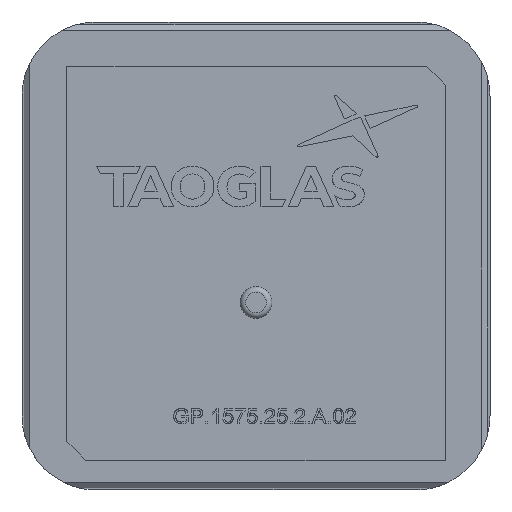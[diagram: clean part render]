
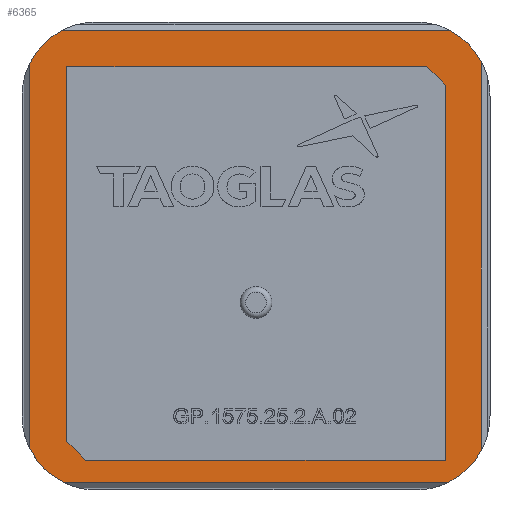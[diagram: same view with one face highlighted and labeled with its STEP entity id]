
A CAD part, top view. The second image highlights one B-rep face of the part: STEP entity #6365.
In plain terms, the highlighted planar face has unit normal (0, 0, 1).
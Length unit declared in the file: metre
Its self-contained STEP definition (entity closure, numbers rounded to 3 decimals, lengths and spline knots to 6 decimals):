
#437=LINE('',#8982,#977);
#438=LINE('',#8985,#978);
#439=LINE('',#8987,#979);
#440=LINE('',#8989,#980);
#441=LINE('',#8991,#981);
#442=LINE('',#8993,#982);
#443=LINE('',#8997,#983);
#444=LINE('',#9001,#984);
#445=LINE('',#9005,#985);
#446=LINE('',#9009,#986);
#977=VECTOR('',#7492,1.);
#978=VECTOR('',#7493,1.);
#979=VECTOR('',#7494,1.);
#980=VECTOR('',#7495,1.);
#981=VECTOR('',#7496,1.);
#982=VECTOR('',#7497,1.);
#983=VECTOR('',#7500,1.);
#984=VECTOR('',#7503,1.);
#985=VECTOR('',#7506,1.);
#986=VECTOR('',#7509,1.);
#1518=PLANE('',#7008);
#1728=ORIENTED_EDGE('',*,*,#3693,.F.);
#1729=ORIENTED_EDGE('',*,*,#3694,.F.);
#1730=ORIENTED_EDGE('',*,*,#3695,.F.);
#1731=ORIENTED_EDGE('',*,*,#3696,.F.);
#1732=ORIENTED_EDGE('',*,*,#3697,.F.);
#1733=ORIENTED_EDGE('',*,*,#3698,.F.);
#1734=ORIENTED_EDGE('',*,*,#3699,.T.);
#1735=ORIENTED_EDGE('',*,*,#3700,.T.);
#1736=ORIENTED_EDGE('',*,*,#3701,.T.);
#1737=ORIENTED_EDGE('',*,*,#3702,.T.);
#1738=ORIENTED_EDGE('',*,*,#3703,.T.);
#1739=ORIENTED_EDGE('',*,*,#3704,.T.);
#1740=ORIENTED_EDGE('',*,*,#3705,.T.);
#1741=ORIENTED_EDGE('',*,*,#3706,.T.);
#3693=EDGE_CURVE('',#4676,#4677,#437,.T.);
#3694=EDGE_CURVE('',#4678,#4676,#438,.T.);
#3695=EDGE_CURVE('',#4679,#4678,#439,.T.);
#3696=EDGE_CURVE('',#4680,#4679,#440,.T.);
#3697=EDGE_CURVE('',#4681,#4680,#441,.T.);
#3698=EDGE_CURVE('',#4677,#4681,#442,.T.);
#3699=EDGE_CURVE('',#4682,#4683,#5333,.T.);
#3700=EDGE_CURVE('',#4683,#4684,#443,.T.);
#3701=EDGE_CURVE('',#4684,#4685,#5334,.T.);
#3702=EDGE_CURVE('',#4685,#4686,#444,.T.);
#3703=EDGE_CURVE('',#4686,#4687,#5335,.T.);
#3704=EDGE_CURVE('',#4687,#4688,#445,.T.);
#3705=EDGE_CURVE('',#4688,#4689,#5336,.T.);
#3706=EDGE_CURVE('',#4689,#4682,#446,.T.);
#4676=VERTEX_POINT('',#8983);
#4677=VERTEX_POINT('',#8984);
#4678=VERTEX_POINT('',#8986);
#4679=VERTEX_POINT('',#8988);
#4680=VERTEX_POINT('',#8990);
#4681=VERTEX_POINT('',#8992);
#4682=VERTEX_POINT('',#8995);
#4683=VERTEX_POINT('',#8996);
#4684=VERTEX_POINT('',#8998);
#4685=VERTEX_POINT('',#9000);
#4686=VERTEX_POINT('',#9002);
#4687=VERTEX_POINT('',#9004);
#4688=VERTEX_POINT('',#9006);
#4689=VERTEX_POINT('',#9008);
#5333=CIRCLE('',#7009,0.004);
#5334=CIRCLE('',#7010,0.004);
#5335=CIRCLE('',#7011,0.004);
#5336=CIRCLE('',#7012,0.004);
#5509=EDGE_LOOP('',(#1728,#1729,#1730,#1731,#1732,#1733));
#5510=EDGE_LOOP('',(#1734,#1735,#1736,#1737,#1738,#1739,#1740,#1741));
#5915=FACE_BOUND('',#5509,.T.);
#5916=FACE_BOUND('',#5510,.T.);
#6365=ADVANCED_FACE('',(#5915,#5916),#1518,.T.);
#7008=AXIS2_PLACEMENT_3D('',#8981,#7490,#7491);
#7009=AXIS2_PLACEMENT_3D('',#8994,#7498,#7499);
#7010=AXIS2_PLACEMENT_3D('',#8999,#7501,#7502);
#7011=AXIS2_PLACEMENT_3D('',#9003,#7504,#7505);
#7012=AXIS2_PLACEMENT_3D('',#9007,#7507,#7508);
#7490=DIRECTION('',(0.,0.,1.));
#7491=DIRECTION('',(0.,-1.,0.));
#7492=DIRECTION('',(-0.707,0.707,0.));
#7493=DIRECTION('',(0.,1.,0.));
#7494=DIRECTION('',(1.,0.,0.));
#7495=DIRECTION('',(0.707,-0.707,0.));
#7496=DIRECTION('',(0.,-1.,0.));
#7497=DIRECTION('',(-1.,0.,0.));
#7498=DIRECTION('',(0.,0.,1.));
#7499=DIRECTION('',(0.,-1.,0.));
#7500=DIRECTION('',(1.,0.,0.));
#7501=DIRECTION('',(0.,0.,1.));
#7502=DIRECTION('',(0.,-1.,0.));
#7503=DIRECTION('',(0.,1.,0.));
#7504=DIRECTION('',(0.,0.,1.));
#7505=DIRECTION('',(0.,-1.,0.));
#7506=DIRECTION('',(-1.,0.,0.));
#7507=DIRECTION('',(0.,0.,1.));
#7508=DIRECTION('',(0.,-1.,0.));
#7509=DIRECTION('',(0.,-1.,0.));
#8981=CARTESIAN_POINT('',(0.008555,-0.007547,0.001582));
#8982=CARTESIAN_POINT('',(0.010161,0.010165,0.001582));
#8983=CARTESIAN_POINT('',(0.010161,0.010165,0.001582));
#8984=CARTESIAN_POINT('',(0.009165,0.011161,0.001582));
#8985=CARTESIAN_POINT('',(0.010161,-0.001696,0.001582));
#8986=CARTESIAN_POINT('',(0.010161,-0.009948,0.001582));
#8987=CARTESIAN_POINT('',(-0.009142,-0.009948,0.001582));
#8988=CARTESIAN_POINT('',(-0.009142,-0.009948,0.001582));
#8989=CARTESIAN_POINT('',(-0.010137,-0.008953,0.001582));
#8990=CARTESIAN_POINT('',(-0.010137,-0.008953,0.001582));
#8991=CARTESIAN_POINT('',(-0.010137,-0.001696,0.001582));
#8992=CARTESIAN_POINT('',(-0.010137,0.011161,0.001582));
#8993=CARTESIAN_POINT('',(0.009165,0.011161,0.001582));
#8994=CARTESIAN_POINT('',(-0.008544,-0.007547,0.001582));
#8995=CARTESIAN_POINT('',(-0.012121,-0.009338,0.001582));
#8996=CARTESIAN_POINT('',(-0.010328,-0.011127,0.001582));
#8997=CARTESIAN_POINT('',(0.008555,-0.011128,0.001582));
#8998=CARTESIAN_POINT('',(0.010336,-0.011128,0.001582));
#8999=CARTESIAN_POINT('',(0.008555,-0.007547,0.001582));
#9000=CARTESIAN_POINT('',(0.012084,-0.00943,0.001582));
#9001=CARTESIAN_POINT('',(0.012084,-0.007547,0.001582));
#9002=CARTESIAN_POINT('',(0.012084,0.011432,0.001582));
#9003=CARTESIAN_POINT('',(0.008555,0.009549,0.001582));
#9004=CARTESIAN_POINT('',(0.01044,0.013077,0.001582));
#9005=CARTESIAN_POINT('',(0.008556,0.013077,0.001582));
#9006=CARTESIAN_POINT('',(-0.010425,0.013078,0.001582));
#9007=CARTESIAN_POINT('',(-0.008542,0.009549,0.001582));
#9008=CARTESIAN_POINT('',(-0.012121,0.011336,0.001582));
#9009=CARTESIAN_POINT('',(-0.012121,-0.007547,0.001582));
